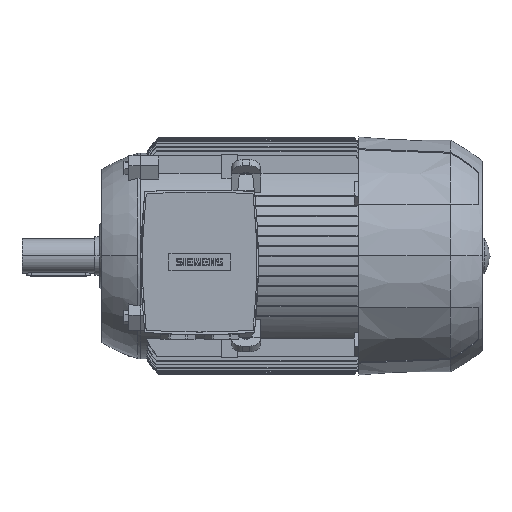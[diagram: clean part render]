
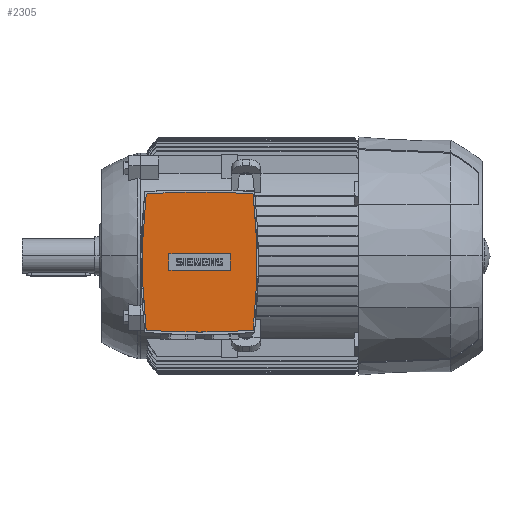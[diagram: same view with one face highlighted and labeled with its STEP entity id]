
A CAD part, top view. The second image highlights one B-rep face of the part: STEP entity #2305.
In plain terms, the highlighted planar face has unit normal (0, 0, 1).
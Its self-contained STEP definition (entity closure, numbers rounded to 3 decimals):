
#2305=ADVANCED_FACE('',(#4841,#4842),#4843,.T.);
#4841=FACE_BOUND('',#7617,.T.);
#4842=FACE_OUTER_BOUND('',#7618,.T.);
#4843=PLANE('',#7619);
#7617=EDGE_LOOP('',(#14821,#14822,#14823,#14824));
#7618=EDGE_LOOP('',(#14825,#14826,#14827,#14828,#14829,#14830));
#7619=AXIS2_PLACEMENT_3D('',#14831,#14832,#14833);
#14821=ORIENTED_EDGE('',*,*,#19859,.T.);
#14822=ORIENTED_EDGE('',*,*,#19863,.T.);
#14823=ORIENTED_EDGE('',*,*,#19866,.T.);
#14824=ORIENTED_EDGE('',*,*,#19868,.T.);
#14825=ORIENTED_EDGE('',*,*,#19944,.T.);
#14826=ORIENTED_EDGE('',*,*,#19946,.T.);
#14827=ORIENTED_EDGE('',*,*,#17315,.T.);
#14828=ORIENTED_EDGE('',*,*,#19938,.T.);
#14829=ORIENTED_EDGE('',*,*,#17326,.T.);
#14830=ORIENTED_EDGE('',*,*,#19935,.T.);
#14831=CARTESIAN_POINT('',(65.0,-7.0,202.0));
#14832=DIRECTION('',(0.0,0.0,1.0));
#14833=DIRECTION('',(0.0,-1.0,0.0));
#17315=EDGE_CURVE('',#20950,#20954,#20956,.T.);
#17326=EDGE_CURVE('',#20976,#20973,#20977,.T.);
#19859=EDGE_CURVE('',#24791,#24789,#24792,.T.);
#19863=EDGE_CURVE('',#24789,#24795,#24797,.T.);
#19866=EDGE_CURVE('',#24795,#24799,#24801,.T.);
#19868=EDGE_CURVE('',#24799,#24791,#24803,.T.);
#19935=EDGE_CURVE('',#20973,#24898,#24900,.T.);
#19938=EDGE_CURVE('',#20954,#20976,#24903,.T.);
#19944=EDGE_CURVE('',#24898,#24908,#24910,.T.);
#19946=EDGE_CURVE('',#24908,#20950,#24912,.T.);
#20950=VERTEX_POINT('',#26972);
#20954=VERTEX_POINT('',#26977);
#20956=CIRCLE('',#26980,803.4);
#20973=VERTEX_POINT('',#27022);
#20976=VERTEX_POINT('',#27026);
#20977=CIRCLE('',#27027,803.4);
#24789=VERTEX_POINT('',#38523);
#24791=VERTEX_POINT('',#38526);
#24792=LINE('',#38527,#38528);
#24795=VERTEX_POINT('',#38532);
#24797=LINE('',#38535,#38536);
#24799=VERTEX_POINT('',#38538);
#24801=LINE('',#38541,#38542);
#24803=LINE('',#38544,#38545);
#24898=VERTEX_POINT('',#38683);
#24900=CIRCLE('',#38686,803.4);
#24903=CIRCLE('',#38689,682.0);
#24908=VERTEX_POINT('',#38695);
#24910=CIRCLE('',#38698,682.0);
#24912=CIRCLE('',#38700,803.4);
#26972=CARTESIAN_POINT('',(65.,-84.0,202.0));
#26977=CARTESIAN_POINT('',(123.881,-81.839,202.0));
#26980=AXIS2_PLACEMENT_3D('',#41088,#41089,#41090);
#27022=CARTESIAN_POINT('',(65.,70.0,202.0));
#27026=CARTESIAN_POINT('',(123.881,67.839,202.0));
#27027=AXIS2_PLACEMENT_3D('',#41104,#41105,#41106);
#38523=CARTESIAN_POINT('',(31.25,-16.05,202.0));
#38526=CARTESIAN_POINT('',(98.75,-16.05,202.0));
#38527=CARTESIAN_POINT('',(65.0,-16.05,202.0));
#38528=VECTOR('',#43372,1.0);
#38532=CARTESIAN_POINT('',(31.25,2.05,202.0));
#38535=CARTESIAN_POINT('',(31.25,-7.0,202.0));
#38536=VECTOR('',#43375,1.0);
#38538=CARTESIAN_POINT('',(98.75,2.05,202.0));
#38541=CARTESIAN_POINT('',(65.0,2.05,202.0));
#38542=VECTOR('',#43377,1.0);
#38544=CARTESIAN_POINT('',(98.75,-7.0,202.0));
#38545=VECTOR('',#43378,1.0);
#38683=CARTESIAN_POINT('',(6.119,67.839,202.0));
#38686=AXIS2_PLACEMENT_3D('',#43477,#43478,#43479);
#38689=AXIS2_PLACEMENT_3D('',#43480,#43481,#43482);
#38695=CARTESIAN_POINT('',(6.119,-81.839,202.0));
#38698=AXIS2_PLACEMENT_3D('',#43485,#43486,#43487);
#38700=AXIS2_PLACEMENT_3D('',#43488,#43489,#43490);
#41088=CARTESIAN_POINT('',(65.0,719.4,202.0));
#41089=DIRECTION('',(0.0,-0.0,1.0));
#41090=DIRECTION('',(0.0,1.0,0.0));
#41104=CARTESIAN_POINT('',(65.0,-733.4,202.0));
#41105=DIRECTION('',(0.0,-0.0,1.0));
#41106=DIRECTION('',(0.0,1.0,0.0));
#43372=DIRECTION('',(-1.0,0.0,0.0));
#43375=DIRECTION('',(0.0,1.0,0.0));
#43377=DIRECTION('',(1.0,0.0,-0.0));
#43378=DIRECTION('',(0.0,-1.0,0.0));
#43477=CARTESIAN_POINT('',(65.0,-733.4,202.0));
#43478=DIRECTION('',(0.0,-0.0,1.0));
#43479=DIRECTION('',(0.0,1.0,0.0));
#43480=CARTESIAN_POINT('',(-554.0,-7.0,202.0));
#43481=DIRECTION('',(0.0,-0.0,1.0));
#43482=DIRECTION('',(0.0,1.0,0.0));
#43485=CARTESIAN_POINT('',(684.0,-7.0,202.0));
#43486=DIRECTION('',(0.0,-0.0,1.0));
#43487=DIRECTION('',(0.0,1.0,0.0));
#43488=CARTESIAN_POINT('',(65.0,719.4,202.0));
#43489=DIRECTION('',(0.0,-0.0,1.0));
#43490=DIRECTION('',(0.0,1.0,0.0));
